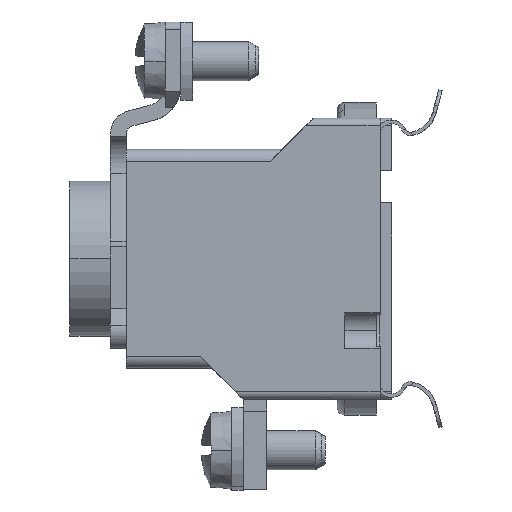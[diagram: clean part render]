
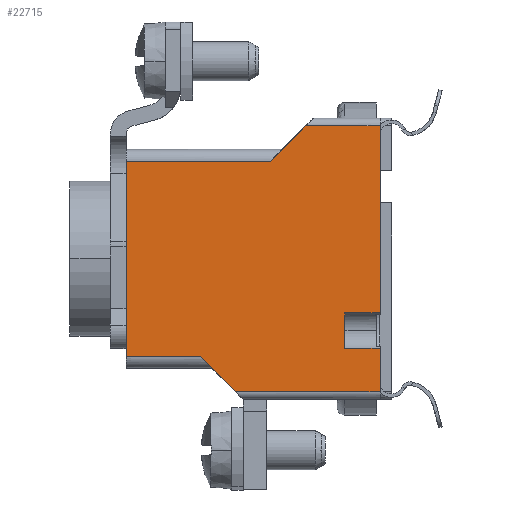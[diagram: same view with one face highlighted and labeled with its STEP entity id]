
A CAD part, left-side view. The second image highlights one B-rep face of the part: STEP entity #22715.
In plain terms, the highlighted planar face has unit normal (-1, 0, 0).
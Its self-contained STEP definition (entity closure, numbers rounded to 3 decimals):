
#15743=DIRECTION('',(0.,0.,-1.));
#15744=VECTOR('',#15743,25.);
#15745=CARTESIAN_POINT('',(-40.35,34.,12.5));
#15746=LINE('',#15745,#15744);
#17170=DIRECTION('',(0.,-1.,0.));
#17171=VECTOR('',#17170,9.5);
#17172=CARTESIAN_POINT('',(-40.35,34.,-12.5));
#17173=LINE('',#17172,#17171);
#17177=CARTESIAN_POINT('',(-40.35,24.5,-12.5));
#17189=DIRECTION('',(0.,-1.,0.));
#17190=VECTOR('',#17189,4.5);
#17191=CARTESIAN_POINT('',(-40.35,6.,-11.442));
#17192=LINE('',#17191,#17190);
#17196=DIRECTION('',(0.,0.707,0.707));
#17197=VECTOR('',#17196,6.364);
#17198=CARTESIAN_POINT('',(-40.35,20.,-17.));
#17199=LINE('',#17198,#17197);
#17203=DIRECTION('',(0.,-0.707,0.707));
#17204=VECTOR('',#17203,6.364);
#17205=CARTESIAN_POINT('',(-40.35,15.5,12.5));
#17206=LINE('',#17205,#17204);
#17210=DIRECTION('',(0.,-1.,0.));
#17211=VECTOR('',#17210,4.5);
#17212=CARTESIAN_POINT('',(-40.35,6.,-6.942));
#17213=LINE('',#17212,#17211);
#17231=DIRECTION('',(0.,0.,1.));
#17232=VECTOR('',#17231,23.942);
#17233=CARTESIAN_POINT('',(-40.35,1.5,-6.942));
#17234=LINE('',#17233,#17232);
#17295=DIRECTION('',(0.,1.,0.));
#17296=VECTOR('',#17295,9.5);
#17297=CARTESIAN_POINT('',(-40.35,1.5,17.));
#17298=LINE('',#17297,#17296);
#18486=DIRECTION('',(0.,0.,1.));
#18487=VECTOR('',#18486,5.558);
#18488=CARTESIAN_POINT('',(-40.35,1.5,-17.));
#18489=LINE('',#18488,#18487);
#18500=DIRECTION('',(0.,0.,1.));
#18501=VECTOR('',#18500,4.5);
#18502=CARTESIAN_POINT('',(-40.35,6.,-11.442));
#18503=LINE('',#18502,#18501);
#18807=DIRECTION('',(0.,-1.,0.));
#18808=VECTOR('',#18807,18.5);
#18809=CARTESIAN_POINT('',(-40.35,20.,-17.));
#18810=LINE('',#18809,#18808);
#19266=DIRECTION('',(0.,1.,0.));
#19267=VECTOR('',#19266,18.5);
#19268=CARTESIAN_POINT('',(-40.35,15.5,12.5));
#19269=LINE('',#19268,#19267);
#20296=CARTESIAN_POINT('',(-40.35,34.,12.5));
#20297=VERTEX_POINT('',#20296);
#20298=CARTESIAN_POINT('',(-40.35,34.,-12.5));
#20299=VERTEX_POINT('',#20298);
#20599=VERTEX_POINT('',#17177);
#20600=CARTESIAN_POINT('',(-40.35,20.,-17.));
#20601=VERTEX_POINT('',#20600);
#20602=CARTESIAN_POINT('',(-40.35,6.,-6.942));
#20603=CARTESIAN_POINT('',(-40.35,1.5,-6.942));
#20604=VERTEX_POINT('',#20602);
#20605=VERTEX_POINT('',#20603);
#20606=CARTESIAN_POINT('',(-40.35,6.,-11.442));
#20607=VERTEX_POINT('',#20606);
#20608=CARTESIAN_POINT('',(-40.35,1.5,-11.442));
#20609=VERTEX_POINT('',#20608);
#20610=CARTESIAN_POINT('',(-40.35,1.5,-17.));
#20611=VERTEX_POINT('',#20610);
#20612=CARTESIAN_POINT('',(-40.35,15.5,12.5));
#20613=VERTEX_POINT('',#20612);
#20614=CARTESIAN_POINT('',(-40.35,11.,17.));
#20615=VERTEX_POINT('',#20614);
#20616=CARTESIAN_POINT('',(-40.35,1.5,17.));
#20617=VERTEX_POINT('',#20616);
#22687=CARTESIAN_POINT('',(-40.35,0.,-18.));
#22688=DIRECTION('',(-1.,0.,0.));
#22689=DIRECTION('',(0.,0.,1.));
#22690=AXIS2_PLACEMENT_3D('',#22687,#22688,#22689);
#22691=PLANE('',#22690);
#22693=ORIENTED_EDGE('',*,*,#22692,.F.);
#22695=ORIENTED_EDGE('',*,*,#22694,.F.);
#22697=ORIENTED_EDGE('',*,*,#22696,.T.);
#22699=ORIENTED_EDGE('',*,*,#22698,.F.);
#22701=ORIENTED_EDGE('',*,*,#22700,.F.);
#22702=ORIENTED_EDGE('',*,*,#22650,.T.);
#22703=ORIENTED_EDGE('',*,*,#22674,.F.);
#22704=ORIENTED_EDGE('',*,*,#21431,.F.);
#22706=ORIENTED_EDGE('',*,*,#22705,.F.);
#22708=ORIENTED_EDGE('',*,*,#22707,.T.);
#22710=ORIENTED_EDGE('',*,*,#22709,.F.);
#22712=ORIENTED_EDGE('',*,*,#22711,.F.);
#22713=EDGE_LOOP('',(#22693,#22695,#22697,#22699,#22701,#22702,#22703,#22704,
#22706,#22708,#22710,#22712));
#22714=FACE_OUTER_BOUND('',#22713,.F.);
#21431=EDGE_CURVE('',#20297,#20299,#15746,.T.);
#22650=EDGE_CURVE('',#20601,#20599,#17199,.T.);
#22674=EDGE_CURVE('',#20299,#20599,#17173,.T.);
#22692=EDGE_CURVE('',#20604,#20605,#17213,.T.);
#22694=EDGE_CURVE('',#20607,#20604,#18503,.T.);
#22696=EDGE_CURVE('',#20607,#20609,#17192,.T.);
#22698=EDGE_CURVE('',#20611,#20609,#18489,.T.);
#22700=EDGE_CURVE('',#20601,#20611,#18810,.T.);
#22705=EDGE_CURVE('',#20613,#20297,#19269,.T.);
#22707=EDGE_CURVE('',#20613,#20615,#17206,.T.);
#22709=EDGE_CURVE('',#20617,#20615,#17298,.T.);
#22711=EDGE_CURVE('',#20605,#20617,#17234,.T.);
#22715=ADVANCED_FACE('',(#22714),#22691,.T.);
